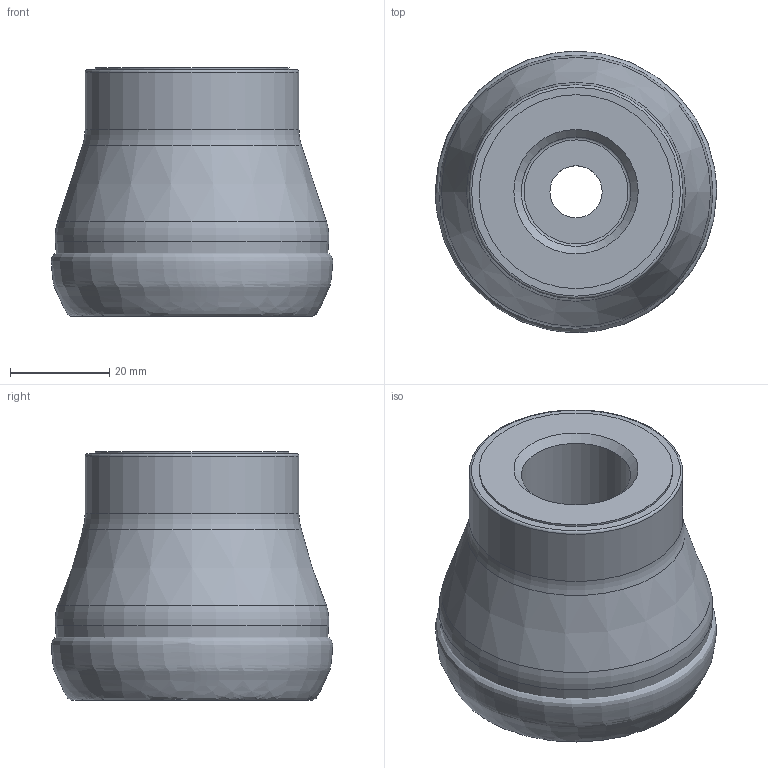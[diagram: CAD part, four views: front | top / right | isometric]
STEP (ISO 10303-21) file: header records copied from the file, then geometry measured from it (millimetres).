
FILE_DESCRIPTION(/* description */ (''),/* implementation_level */ '2;1');
FILE_NAME(/* name */ '1550810157074.stp',/* time_stamp */ '2019-02-22T10:06:14+06:00',/* author */ (''),/* organization */ ('SMS'),/* preprocessor_version */ 'ST-DEVELOPER v15',/* originating_system */ 'SIEMENS PLM Software NX 8.5',/* authorisation */ '');
FILE_SCHEMA (('AUTOMOTIVE_DESIGN { 1 0 10303 214 3 1 1 1 }'));
Length unit declared in the file: millimetre
Products named in the file (4): ASSEMBLY_CONSTRUCTION; 202047346mod000_00; 202170061mod000_00; 202170058mod000_00
Assembly tree (3 placements, depth 2):
  202170058mod000_00
    202170061mod000_00
    202047346mod000_00
    ASSEMBLY_CONSTRUCTION
Bounding box: 56.53 x 56.53 x 49.99 mm (x, y, z)
Volume: 99588.6 mm3; surface area: 19893.2 mm2
Topology: 2 solids, 2 shells, 26 faces, 53 edges, 45 vertices
Faces by surface type: torus 7, cone 7, cylinder 6, plane 5, bspline 1
Full cylindrical faces by diameter (mm): 10.5 x1, 17.15 x1, 22.011 x1, 22.5 x1, 39 x1, 43 x1
Entity records: 13237 total; most frequent: CARTESIAN_POINT 12546, DIRECTION 132, AXIS2_PLACEMENT_3D 66, FACE_BOUND 51, EDGE_LOOP 50, ORIENTED_EDGE 50, STYLED_ITEM 28, PRESENTATION_STYLE_ASSIGNMENT 28
